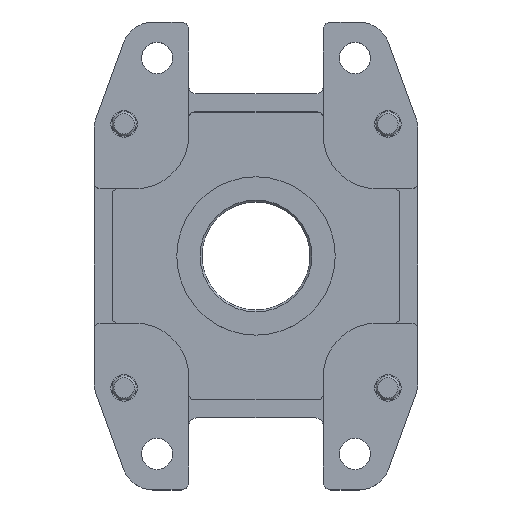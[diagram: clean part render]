
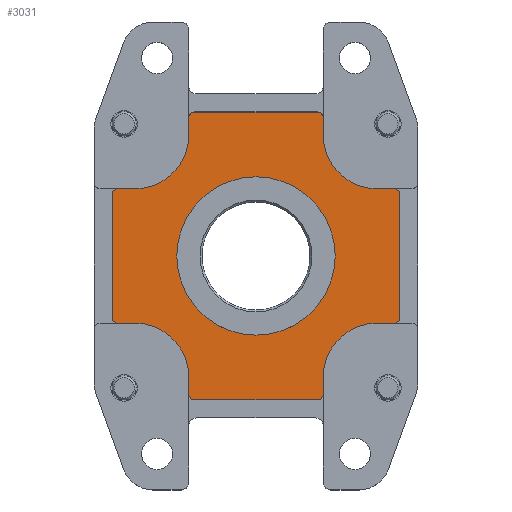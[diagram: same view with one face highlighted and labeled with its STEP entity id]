
A CAD part, top view. The second image highlights one B-rep face of the part: STEP entity #3031.
In plain terms, the highlighted planar face has unit normal (0, 0, 1).
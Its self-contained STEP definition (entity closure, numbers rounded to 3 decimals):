
#260=LINE('',#4901,#506);
#270=LINE('',#4918,#516);
#283=LINE('',#4945,#529);
#291=LINE('',#4958,#537);
#301=LINE('',#5025,#547);
#304=LINE('',#5035,#550);
#309=LINE('',#5045,#555);
#312=LINE('',#5055,#558);
#318=LINE('',#5076,#564);
#321=LINE('',#5086,#567);
#324=LINE('',#5096,#570);
#327=LINE('',#5106,#573);
#506=VECTOR('',#3892,1000.);
#516=VECTOR('',#3904,1000.);
#529=VECTOR('',#3939,1000.);
#537=VECTOR('',#3949,1000.);
#547=VECTOR('',#4039,1000.);
#550=VECTOR('',#4052,1000.);
#555=VECTOR('',#4063,1000.);
#558=VECTOR('',#4076,1000.);
#564=VECTOR('',#4100,1000.);
#567=VECTOR('',#4113,1000.);
#570=VECTOR('',#4126,1000.);
#573=VECTOR('',#4139,1000.);
#1174=ORIENTED_EDGE('',*,*,#1798,.F.);
#1175=ORIENTED_EDGE('',*,*,#1803,.T.);
#1176=ORIENTED_EDGE('',*,*,#1805,.T.);
#1177=ORIENTED_EDGE('',*,*,#1806,.T.);
#1178=ORIENTED_EDGE('',*,*,#1795,.T.);
#1179=ORIENTED_EDGE('',*,*,#1793,.F.);
#1180=ORIENTED_EDGE('',*,*,#1725,.T.);
#1181=ORIENTED_EDGE('',*,*,#1808,.T.);
#1182=ORIENTED_EDGE('',*,*,#1810,.T.);
#1183=ORIENTED_EDGE('',*,*,#1811,.T.);
#1184=ORIENTED_EDGE('',*,*,#1735,.T.);
#1185=ORIENTED_EDGE('',*,*,#1792,.F.);
#1186=ORIENTED_EDGE('',*,*,#1790,.T.);
#1187=ORIENTED_EDGE('',*,*,#1813,.T.);
#1188=ORIENTED_EDGE('',*,*,#1815,.T.);
#1189=ORIENTED_EDGE('',*,*,#1816,.T.);
#1190=ORIENTED_EDGE('',*,*,#1785,.T.);
#1191=ORIENTED_EDGE('',*,*,#1783,.F.);
#1192=ORIENTED_EDGE('',*,*,#1748,.T.);
#1193=ORIENTED_EDGE('',*,*,#1818,.T.);
#1194=ORIENTED_EDGE('',*,*,#1820,.T.);
#1195=ORIENTED_EDGE('',*,*,#1821,.T.);
#1196=ORIENTED_EDGE('',*,*,#1756,.T.);
#1197=ORIENTED_EDGE('',*,*,#1782,.F.);
#1198=ORIENTED_EDGE('',*,*,#1780,.T.);
#1725=EDGE_CURVE('',#2125,#2124,#260,.T.);
#1735=EDGE_CURVE('',#2131,#2130,#270,.T.);
#1748=EDGE_CURVE('',#2134,#2133,#283,.T.);
#1756=EDGE_CURVE('',#2138,#2137,#291,.T.);
#1780=EDGE_CURVE('',#2155,#2154,#301,.T.);
#1782=EDGE_CURVE('',#2155,#2137,#2352,.T.);
#1783=EDGE_CURVE('',#2134,#2156,#2353,.T.);
#1785=EDGE_CURVE('',#2157,#2156,#304,.T.);
#1790=EDGE_CURVE('',#2159,#2158,#309,.T.);
#1792=EDGE_CURVE('',#2159,#2130,#2354,.T.);
#1793=EDGE_CURVE('',#2125,#2160,#2355,.T.);
#1795=EDGE_CURVE('',#2161,#2160,#312,.T.);
#1798=EDGE_CURVE('',#2162,#2162,#2356,.T.);
#1803=EDGE_CURVE('',#2154,#2165,#2359,.T.);
#1805=EDGE_CURVE('',#2165,#2166,#318,.T.);
#1806=EDGE_CURVE('',#2166,#2161,#2360,.T.);
#1808=EDGE_CURVE('',#2124,#2167,#2361,.T.);
#1810=EDGE_CURVE('',#2167,#2168,#321,.T.);
#1811=EDGE_CURVE('',#2168,#2131,#2362,.T.);
#1813=EDGE_CURVE('',#2158,#2169,#2363,.T.);
#1815=EDGE_CURVE('',#2169,#2170,#324,.T.);
#1816=EDGE_CURVE('',#2170,#2157,#2364,.T.);
#1818=EDGE_CURVE('',#2133,#2171,#2365,.T.);
#1820=EDGE_CURVE('',#2171,#2172,#327,.T.);
#1821=EDGE_CURVE('',#2172,#2138,#2366,.T.);
#2124=VERTEX_POINT('',#4900);
#2125=VERTEX_POINT('',#4902);
#2130=VERTEX_POINT('',#4917);
#2131=VERTEX_POINT('',#4919);
#2133=VERTEX_POINT('',#4944);
#2134=VERTEX_POINT('',#4946);
#2137=VERTEX_POINT('',#4957);
#2138=VERTEX_POINT('',#4959);
#2154=VERTEX_POINT('',#5024);
#2155=VERTEX_POINT('',#5026);
#2156=VERTEX_POINT('',#5032);
#2157=VERTEX_POINT('',#5036);
#2158=VERTEX_POINT('',#5044);
#2159=VERTEX_POINT('',#5046);
#2160=VERTEX_POINT('',#5052);
#2161=VERTEX_POINT('',#5056);
#2162=VERTEX_POINT('',#5062);
#2165=VERTEX_POINT('',#5071);
#2166=VERTEX_POINT('',#5075);
#2167=VERTEX_POINT('',#5081);
#2168=VERTEX_POINT('',#5085);
#2169=VERTEX_POINT('',#5091);
#2170=VERTEX_POINT('',#5095);
#2171=VERTEX_POINT('',#5101);
#2172=VERTEX_POINT('',#5105);
#2352=CIRCLE('',#3325,45.);
#2353=CIRCLE('',#3327,45.);
#2354=CIRCLE('',#3333,45.);
#2355=CIRCLE('',#3335,45.);
#2356=CIRCLE('',#3339,66.);
#2359=CIRCLE('',#3344,5.);
#2360=CIRCLE('',#3347,5.);
#2361=CIRCLE('',#3349,5.);
#2362=CIRCLE('',#3352,5.);
#2363=CIRCLE('',#3354,5.);
#2364=CIRCLE('',#3357,5.);
#2365=CIRCLE('',#3359,5.);
#2366=CIRCLE('',#3362,5.);
#2552=EDGE_LOOP('',(#1174));
#2553=EDGE_LOOP('',(#1175,#1176,#1177,#1178,#1179,#1180,#1181,#1182,#1183,
#1184,#1185,#1186,#1187,#1188,#1189,#1190,#1191,#1192,#1193,#1194,#1195,
#1196,#1197,#1198));
#2770=FACE_BOUND('',#2552,.T.);
#2771=FACE_BOUND('',#2553,.T.);
#2900=PLANE('',#3363);
#3031=ADVANCED_FACE('',(#2770,#2771),#2900,.T.);
#3325=AXIS2_PLACEMENT_3D('',#5029,#4043,#4044);
#3327=AXIS2_PLACEMENT_3D('',#5031,#4047,#4048);
#3333=AXIS2_PLACEMENT_3D('',#5049,#4067,#4068);
#3335=AXIS2_PLACEMENT_3D('',#5051,#4071,#4072);
#3339=AXIS2_PLACEMENT_3D('',#5061,#4083,#4084);
#3344=AXIS2_PLACEMENT_3D('',#5072,#4095,#4096);
#3347=AXIS2_PLACEMENT_3D('',#5078,#4103,#4104);
#3349=AXIS2_PLACEMENT_3D('',#5082,#4108,#4109);
#3352=AXIS2_PLACEMENT_3D('',#5088,#4116,#4117);
#3354=AXIS2_PLACEMENT_3D('',#5092,#4121,#4122);
#3357=AXIS2_PLACEMENT_3D('',#5098,#4129,#4130);
#3359=AXIS2_PLACEMENT_3D('',#5102,#4134,#4135);
#3362=AXIS2_PLACEMENT_3D('',#5108,#4142,#4143);
#3363=AXIS2_PLACEMENT_3D('',#5109,#4144,#4145);
#3892=DIRECTION('',(0.,-1.,0.));
#3904=DIRECTION('',(0.,1.,0.));
#3939=DIRECTION('',(0.,1.,0.));
#3949=DIRECTION('',(0.,-1.,0.));
#4039=DIRECTION('',(-1.,0.,0.));
#4043=DIRECTION('',(0.,0.,1.));
#4044=DIRECTION('',(1.,0.,0.));
#4047=DIRECTION('',(0.,0.,1.));
#4048=DIRECTION('',(1.,0.,0.));
#4052=DIRECTION('',(-1.,0.,0.));
#4063=DIRECTION('',(1.,0.,0.));
#4067=DIRECTION('',(0.,0.,1.));
#4068=DIRECTION('',(1.,0.,0.));
#4071=DIRECTION('',(0.,0.,1.));
#4072=DIRECTION('',(1.,0.,0.));
#4076=DIRECTION('',(1.,0.,0.));
#4083=DIRECTION('',(0.,0.,1.));
#4084=DIRECTION('',(1.,0.,0.));
#4095=DIRECTION('',(0.,0.,1.));
#4096=DIRECTION('',(1.,0.,0.));
#4100=DIRECTION('',(0.,-1.,0.));
#4103=DIRECTION('',(0.,0.,1.));
#4104=DIRECTION('',(1.,0.,0.));
#4108=DIRECTION('',(0.,0.,1.));
#4109=DIRECTION('',(1.,0.,0.));
#4113=DIRECTION('',(1.,0.,0.));
#4116=DIRECTION('',(0.,0.,1.));
#4117=DIRECTION('',(1.,0.,0.));
#4121=DIRECTION('',(0.,0.,1.));
#4122=DIRECTION('',(1.,0.,0.));
#4126=DIRECTION('',(0.,1.,0.));
#4129=DIRECTION('',(0.,0.,1.));
#4130=DIRECTION('',(1.,0.,0.));
#4134=DIRECTION('',(0.,0.,1.));
#4135=DIRECTION('',(1.,0.,0.));
#4139=DIRECTION('',(-1.,0.,0.));
#4142=DIRECTION('',(0.,0.,1.));
#4143=DIRECTION('',(1.,0.,0.));
#4144=DIRECTION('',(0.,0.,1.));
#4145=DIRECTION('',(1.,0.,0.));
#4900=CARTESIAN_POINT('',(-56.,-115.,18.));
#4901=CARTESIAN_POINT('',(-56.,-101.,18.));
#4902=CARTESIAN_POINT('',(-56.,-101.,18.));
#4917=CARTESIAN_POINT('',(56.,-101.,18.));
#4918=CARTESIAN_POINT('',(56.,-115.,18.));
#4919=CARTESIAN_POINT('',(56.,-115.,18.));
#4944=CARTESIAN_POINT('',(56.,115.,18.));
#4945=CARTESIAN_POINT('',(56.,101.,18.));
#4946=CARTESIAN_POINT('',(56.,101.,18.));
#4957=CARTESIAN_POINT('',(-56.,101.,18.));
#4958=CARTESIAN_POINT('',(-56.,115.,18.));
#4959=CARTESIAN_POINT('',(-56.,115.,18.));
#5024=CARTESIAN_POINT('',(-115.,56.,18.));
#5025=CARTESIAN_POINT('',(-101.,56.,18.));
#5026=CARTESIAN_POINT('',(-101.,56.,18.));
#5029=CARTESIAN_POINT('',(-101.,101.,18.));
#5031=CARTESIAN_POINT('',(101.,101.,18.));
#5032=CARTESIAN_POINT('',(101.,56.,18.));
#5035=CARTESIAN_POINT('',(115.,56.,18.));
#5036=CARTESIAN_POINT('',(115.,56.,18.));
#5044=CARTESIAN_POINT('',(115.,-56.,18.));
#5045=CARTESIAN_POINT('',(101.,-56.,18.));
#5046=CARTESIAN_POINT('',(101.,-56.,18.));
#5049=CARTESIAN_POINT('',(101.,-101.,18.));
#5051=CARTESIAN_POINT('',(-101.,-101.,18.));
#5052=CARTESIAN_POINT('',(-101.,-56.,18.));
#5055=CARTESIAN_POINT('',(-115.,-56.,18.));
#5056=CARTESIAN_POINT('',(-115.,-56.,18.));
#5061=CARTESIAN_POINT('',(0.,0.,18.));
#5062=CARTESIAN_POINT('',(66.,0.,18.));
#5071=CARTESIAN_POINT('',(-120.,51.,18.));
#5072=CARTESIAN_POINT('',(-115.,51.,18.));
#5075=CARTESIAN_POINT('',(-120.,-51.,18.));
#5076=CARTESIAN_POINT('',(-120.,51.,18.));
#5078=CARTESIAN_POINT('',(-115.,-51.,18.));
#5081=CARTESIAN_POINT('',(-51.,-120.,18.));
#5082=CARTESIAN_POINT('',(-51.,-115.,18.));
#5085=CARTESIAN_POINT('',(51.,-120.,18.));
#5086=CARTESIAN_POINT('',(-51.,-120.,18.));
#5088=CARTESIAN_POINT('',(51.,-115.,18.));
#5091=CARTESIAN_POINT('',(120.,-51.,18.));
#5092=CARTESIAN_POINT('',(115.,-51.,18.));
#5095=CARTESIAN_POINT('',(120.,51.,18.));
#5096=CARTESIAN_POINT('',(120.,-51.,18.));
#5098=CARTESIAN_POINT('',(115.,51.,18.));
#5101=CARTESIAN_POINT('',(51.,120.,18.));
#5102=CARTESIAN_POINT('',(51.,115.,18.));
#5105=CARTESIAN_POINT('',(-51.,120.,18.));
#5106=CARTESIAN_POINT('',(51.,120.,18.));
#5108=CARTESIAN_POINT('',(-51.,115.,18.));
#5109=CARTESIAN_POINT('',(-115.,51.,18.));
